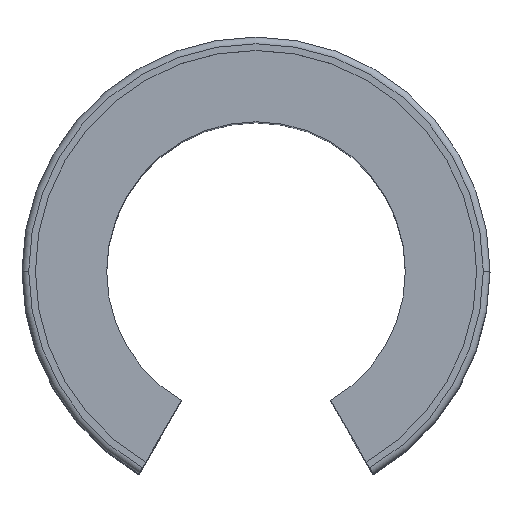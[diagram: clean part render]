
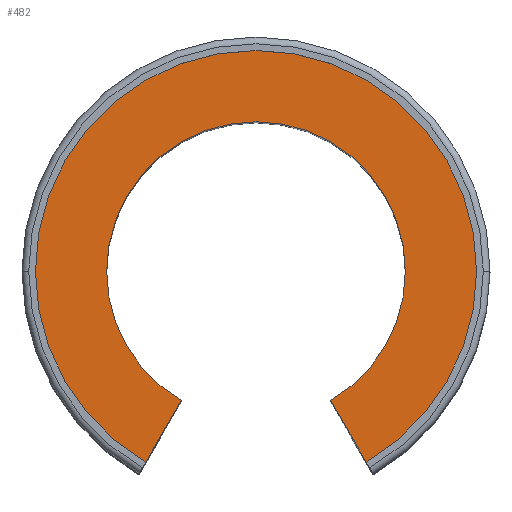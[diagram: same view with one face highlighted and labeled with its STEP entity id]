
A CAD part, top view. The second image highlights one B-rep face of the part: STEP entity #482.
In plain terms, the highlighted planar face has unit normal (0, 0, 1).
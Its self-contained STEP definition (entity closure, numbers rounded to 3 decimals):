
#60 = EDGE_LOOP ( 'NONE', ( #1214, #1215, #1216, #1217, #1218, #1219, #1220, #1221 ) ) ;
#81 = VERTEX_POINT ( 'NONE', #151 ) ;
#83 = VERTEX_POINT ( 'NONE', #152 ) ;
#85 = VERTEX_POINT ( 'NONE', #153 ) ;
#114 = VERTEX_POINT ( 'NONE', #182 ) ;
#115 = VERTEX_POINT ( 'NONE', #183 ) ;
#117 = VERTEX_POINT ( 'NONE', #185 ) ;
#136 = VERTEX_POINT ( 'NONE', #204 ) ;
#137 = VERTEX_POINT ( 'NONE', #205 ) ;
#151 = CARTESIAN_POINT ( 'NONE',  ( -22.153, 0., 33.374 ) ) ;
#152 = CARTESIAN_POINT ( 'NONE',  ( 22.153, 0., 33.374 ) ) ;
#153 = CARTESIAN_POINT ( 'NONE',  ( -11.077, -19.185, 33.374 ) ) ;
#182 = CARTESIAN_POINT ( 'NONE',  ( -15., 0., 33.374 ) ) ;
#183 = CARTESIAN_POINT ( 'NONE',  ( -7.5, -12.99, 33.374 ) ) ;
#185 = CARTESIAN_POINT ( 'NONE',  ( 15., 0., 33.374 ) ) ;
#204 = CARTESIAN_POINT ( 'NONE',  ( 7.5, -12.99, 33.374 ) ) ;
#205 = CARTESIAN_POINT ( 'NONE',  ( 11.077, -19.185, 33.374 ) ) ;
#370 = CARTESIAN_POINT ( 'NONE',  ( 0., 15., 33.374 ) ) ;
#371 = PLANE ( 'NONE',  #638 ) ;
#380 = DIRECTION ( 'NONE',  ( 0., 0., -1. ) ) ;
#381 = DIRECTION ( 'NONE',  ( -1., 0., 0. ) ) ;
#482 = ADVANCED_FACE ( 'NONE', ( #1448 ), #371, .F. ) ;
#502 = EDGE_CURVE ( 'NONE', #117, #114, #1523, .T. ) ;
#539 = EDGE_CURVE ( 'NONE', #114, #115, #1574, .T. ) ;
#546 = EDGE_CURVE ( 'NONE', #136, #137, #1584, .T. ) ;
#549 = EDGE_CURVE ( 'NONE', #136, #117, #1592, .T. ) ;
#554 = EDGE_CURVE ( 'NONE', #137, #83, #752, .T. ) ;
#564 = EDGE_CURVE ( 'NONE', #85, #115, #766, .T. ) ;
#638 = AXIS2_PLACEMENT_3D ( 'NONE', #370, #380, #381 ) ;
#682 = AXIS2_PLACEMENT_3D ( 'NONE', #882, #883, #884 ) ;
#707 = AXIS2_PLACEMENT_3D ( 'NONE', #976, #981, #982 ) ;
#708 = AXIS2_PLACEMENT_3D ( 'NONE', #1017, #1018, #1019 ) ;
#711 = AXIS2_PLACEMENT_3D ( 'NONE', #1003, #1006, #1007 ) ;
#733 = AXIS2_PLACEMENT_3D ( 'NONE', #1102, #1107, #1108 ) ;
#741 = AXIS2_PLACEMENT_3D ( 'NONE', #1135, #1144, #1145 ) ;
#752 = CIRCLE ( 'NONE', #708, 22.153 ) ;
#766 = LINE ( 'NONE', #1043, #767 ) ;
#767 = VECTOR ( 'NONE', #1044, 1000. ) ;
#804 = CIRCLE ( 'NONE', #733, 22.153 ) ;
#826 = CIRCLE ( 'NONE', #741, 22.153 ) ;
#882 = CARTESIAN_POINT ( 'NONE',  ( 0., 0., 33.374 ) ) ;
#883 = DIRECTION ( 'NONE',  ( 0., 0., 1. ) ) ;
#884 = DIRECTION ( 'NONE',  ( 1., 0., 0. ) ) ;
#976 = CARTESIAN_POINT ( 'NONE',  ( 0., 0., 33.374 ) ) ;
#981 = DIRECTION ( 'NONE',  ( 0., 0., 1. ) ) ;
#982 = DIRECTION ( 'NONE',  ( 1., 0., 0. ) ) ;
#998 = CARTESIAN_POINT ( 'NONE',  ( -6.495, 11.25, 33.374 ) ) ;
#999 = DIRECTION ( 'NONE',  ( 0.5, -0.866, 0. ) ) ;
#1003 = CARTESIAN_POINT ( 'NONE',  ( 0., 0., 33.374 ) ) ;
#1006 = DIRECTION ( 'NONE',  ( 0., 0., 1. ) ) ;
#1007 = DIRECTION ( 'NONE',  ( 1., 0., 0. ) ) ;
#1017 = CARTESIAN_POINT ( 'NONE',  ( 0., 0., 33.374 ) ) ;
#1018 = DIRECTION ( 'NONE',  ( 0., 0., 1. ) ) ;
#1019 = DIRECTION ( 'NONE',  ( 1., 0., 0. ) ) ;
#1043 = CARTESIAN_POINT ( 'NONE',  ( 6.495, 11.25, 33.374 ) ) ;
#1044 = DIRECTION ( 'NONE',  ( 0.5, 0.866, 0. ) ) ;
#1102 = CARTESIAN_POINT ( 'NONE',  ( 0., 0., 33.374 ) ) ;
#1107 = DIRECTION ( 'NONE',  ( 0., 0., 1. ) ) ;
#1108 = DIRECTION ( 'NONE',  ( 1., 0., 0. ) ) ;
#1135 = CARTESIAN_POINT ( 'NONE',  ( 0., 0., 33.374 ) ) ;
#1144 = DIRECTION ( 'NONE',  ( 0., 0., 1. ) ) ;
#1145 = DIRECTION ( 'NONE',  ( 1., 0., 0. ) ) ;
#1214 = ORIENTED_EDGE ( 'NONE', *, *, #549, .F. ) ;
#1215 = ORIENTED_EDGE ( 'NONE', *, *, #546, .T. ) ;
#1216 = ORIENTED_EDGE ( 'NONE', *, *, #554, .T. ) ;
#1217 = ORIENTED_EDGE ( 'NONE', *, *, #1659, .T. ) ;
#1218 = ORIENTED_EDGE ( 'NONE', *, *, #1627, .T. ) ;
#1219 = ORIENTED_EDGE ( 'NONE', *, *, #564, .T. ) ;
#1220 = ORIENTED_EDGE ( 'NONE', *, *, #539, .F. ) ;
#1221 = ORIENTED_EDGE ( 'NONE', *, *, #502, .F. ) ;
#1448 = FACE_OUTER_BOUND ( 'NONE', #60, .T. ) ;
#1523 = CIRCLE ( 'NONE', #682, 15. ) ;
#1574 = CIRCLE ( 'NONE', #707, 15. ) ;
#1584 = LINE ( 'NONE', #998, #1585 ) ;
#1585 = VECTOR ( 'NONE', #999, 1000. ) ;
#1592 = CIRCLE ( 'NONE', #711, 15. ) ;
#1627 = EDGE_CURVE ( 'NONE', #81, #85, #804, .T. ) ;
#1659 = EDGE_CURVE ( 'NONE', #83, #81, #826, .T. ) ;
